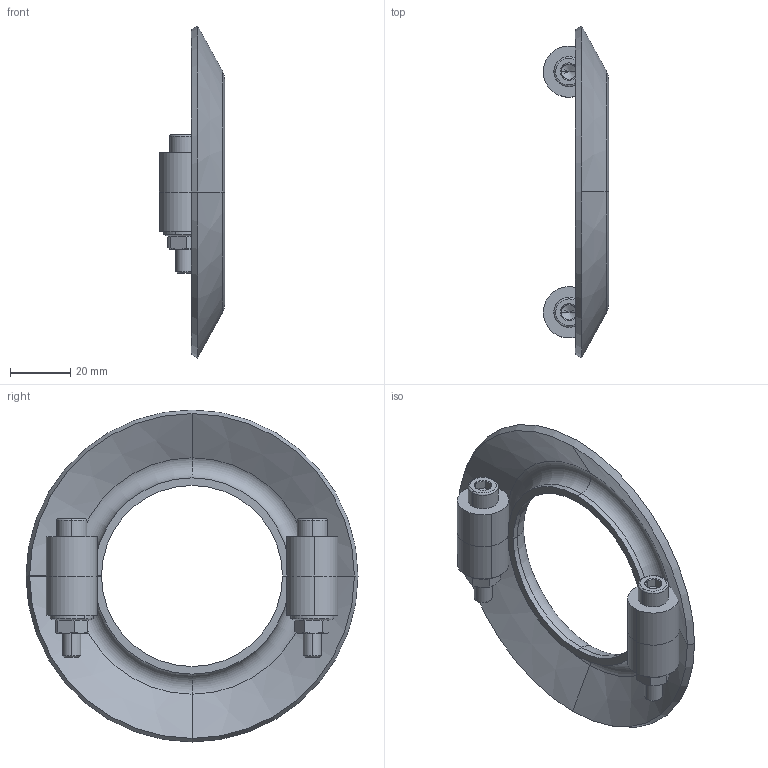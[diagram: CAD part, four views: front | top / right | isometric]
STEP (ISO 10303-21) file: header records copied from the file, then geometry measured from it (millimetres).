
FILE_DESCRIPTION (( 'STEP AP214' ), '1' );
FILE_NAME ('0032437.step', '2021-03-16T13:54:19', ( '' ), ( '' ), 'SwSTEP 2.0', 'SolidWorks 2020', '' );
FILE_SCHEMA (( 'AUTOMOTIVE_DESIGN' ));
Length unit declared in the file: millimetre
Products named in the file (1): 0032437
Bounding box: 21.61 x 110 x 110 mm (x, y, z)
Volume: 33235.1 mm3; surface area: 26296.2 mm2
Topology: 10 solids, 10 shells, 184 faces, 414 edges, 250 vertices
Faces by surface type: plane 60, cone 56, cylinder 40, torus 12, bspline 12, sphere 4
Entity records: 7681 total; most frequent: CARTESIAN_POINT 1407, DIRECTION 916, ORIENTED_EDGE 820, EDGE_CURVE 410, AXIS2_PLACEMENT_3D 379, VERTEX_POINT 250, CIRCLE 206, EDGE_LOOP 200
